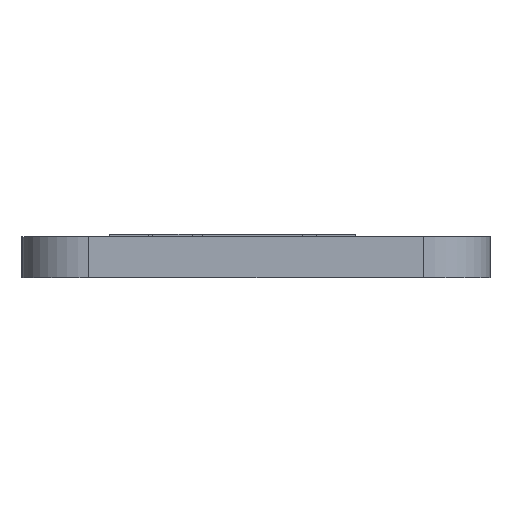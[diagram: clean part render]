
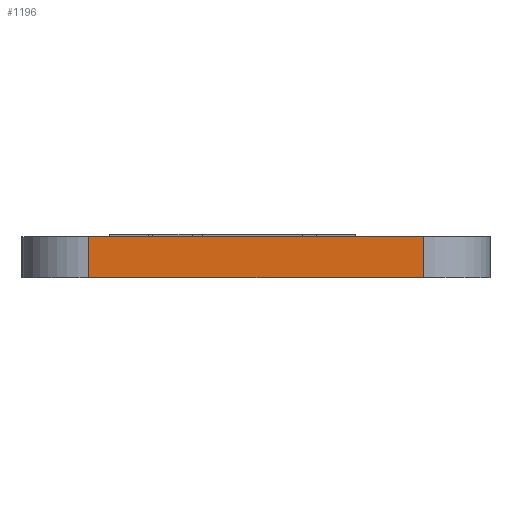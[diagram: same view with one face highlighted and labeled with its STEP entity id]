
A CAD part, left-side view. The second image highlights one B-rep face of the part: STEP entity #1196.
In plain terms, the highlighted planar face has unit normal (-1, 0, 0).
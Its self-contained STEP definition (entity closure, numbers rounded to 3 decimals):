
#166=PLANE('',#1409);
#227=FACE_OUTER_BOUND('',#288,.T.);
#288=EDGE_LOOP('',(#964,#965,#966,#967));
#375=LINE('',#1961,#478);
#397=LINE('',#2018,#500);
#398=LINE('',#2020,#501);
#399=LINE('',#2021,#502);
#478=VECTOR('',#1605,10.);
#500=VECTOR('',#1659,10.);
#501=VECTOR('',#1662,10.);
#502=VECTOR('',#1663,10.);
#644=VERTEX_POINT('',#1958);
#645=VERTEX_POINT('',#1960);
#663=VERTEX_POINT('',#2014);
#664=VERTEX_POINT('',#2016);
#760=EDGE_CURVE('',#644,#645,#375,.T.);
#789=EDGE_CURVE('',#663,#664,#397,.T.);
#790=EDGE_CURVE('',#644,#663,#398,.T.);
#791=EDGE_CURVE('',#645,#664,#399,.T.);
#964=ORIENTED_EDGE('',*,*,#790,.T.);
#965=ORIENTED_EDGE('',*,*,#789,.T.);
#966=ORIENTED_EDGE('',*,*,#791,.F.);
#967=ORIENTED_EDGE('',*,*,#760,.F.);
#1196=ADVANCED_FACE('',(#227),#166,.T.);
#1409=AXIS2_PLACEMENT_3D('',#2019,#1660,#1661);
#1605=DIRECTION('',(0.,0.,1.));
#1659=DIRECTION('',(0.,0.,1.));
#1660=DIRECTION('center_axis',(-1.,0.,0.));
#1661=DIRECTION('ref_axis',(0.,-1.,0.));
#1662=DIRECTION('',(0.,-1.,0.));
#1663=DIRECTION('',(0.,-1.,0.));
#1958=CARTESIAN_POINT('',(0.,15.24,0.));
#1960=CARTESIAN_POINT('',(0.,15.24,1.57));
#1961=CARTESIAN_POINT('',(0.,15.24,0.));
#2014=CARTESIAN_POINT('',(0.,2.54,0.));
#2016=CARTESIAN_POINT('',(0.,2.54,1.57));
#2018=CARTESIAN_POINT('',(0.,2.54,0.));
#2019=CARTESIAN_POINT('Origin',(0.,15.24,0.));
#2020=CARTESIAN_POINT('',(0.,15.24,0.));
#2021=CARTESIAN_POINT('',(0.,15.24,1.57));
